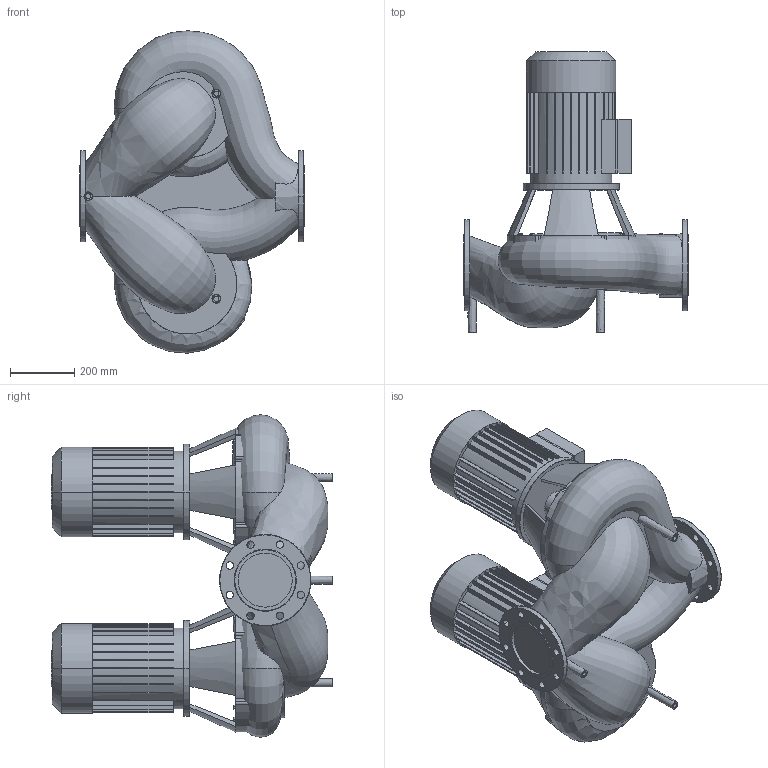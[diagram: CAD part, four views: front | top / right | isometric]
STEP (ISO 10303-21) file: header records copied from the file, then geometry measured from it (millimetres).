
FILE_DESCRIPTION((''),'2;1');
FILE_NAME('3d_DL150_190-5_5_4-2120991.stp','2016-05-24T12:45:24',(''),(''),'Mechanical Desktop 2009','Mechanical Desktop 2009',', , ');
FILE_SCHEMA(('CONFIG_CONTROL_DESIGN'));
Length unit declared in the file: millimetre
Products named in the file (1): Product
Bounding box: 700 x 877 x 1005.83 mm (x, y, z)
Volume: 154019068.3 mm3; surface area: 4729911.7 mm2
Topology: 17 solids, 17 shells, 675 faces, 1835 edges, 1216 vertices
Faces by surface type: bspline 279, plane 218, cylinder 160, cone 14, torus 4
Entity records: 42849 total; most frequent: CARTESIAN_POINT 26292, ORIENTED_EDGE 3666, DIRECTION 3028, EDGE_CURVE 1833, VERTEX_POINT 1215, VECTOR 1040, LINE 1040, AXIS2_PLACEMENT_3D 994
